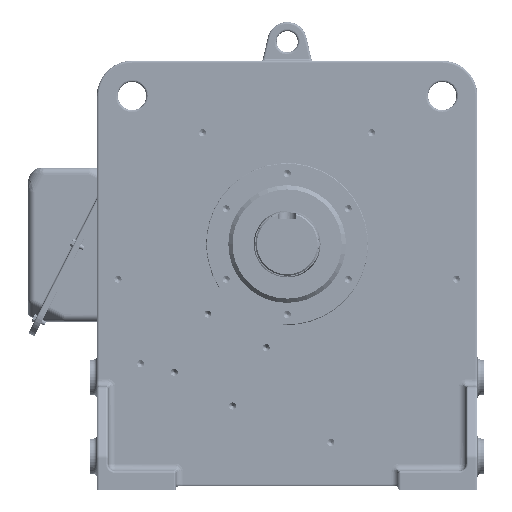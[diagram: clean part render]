
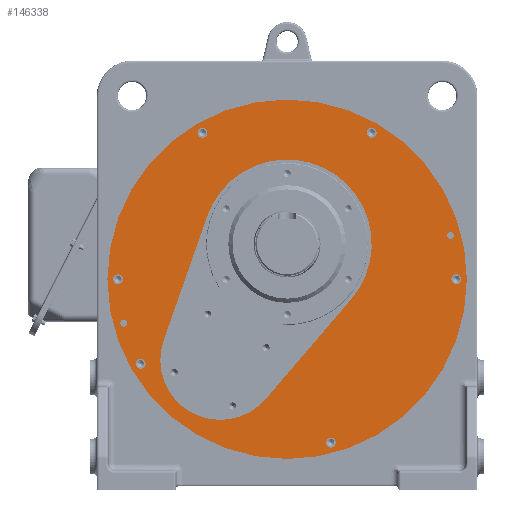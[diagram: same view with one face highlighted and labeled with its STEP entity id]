
A CAD part, front view. The second image highlights one B-rep face of the part: STEP entity #146338.
In plain terms, the highlighted face is planar.
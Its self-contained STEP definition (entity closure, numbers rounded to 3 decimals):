
#6314=CIRCLE('',#155562,255.);
#6316=CIRCLE('',#155565,7.);
#6318=CIRCLE('',#155568,7.);
#6320=CIRCLE('',#155571,7.);
#6322=CIRCLE('',#155574,7.);
#6324=CIRCLE('',#155577,7.);
#6326=CIRCLE('',#155580,7.);
#6328=CIRCLE('',#155583,5.053);
#6329=CIRCLE('',#155584,5.053);
#6330=CIRCLE('',#155585,120.);
#6331=CIRCLE('',#155586,85.);
#18386=ORIENTED_EDGE('',*,*,#62999,.F.);
#18387=ORIENTED_EDGE('',*,*,#63000,.F.);
#18388=ORIENTED_EDGE('',*,*,#62997,.T.);
#18389=ORIENTED_EDGE('',*,*,#62995,.T.);
#18390=ORIENTED_EDGE('',*,*,#62993,.T.);
#18391=ORIENTED_EDGE('',*,*,#62991,.T.);
#18392=ORIENTED_EDGE('',*,*,#62989,.T.);
#18393=ORIENTED_EDGE('',*,*,#62987,.T.);
#18394=ORIENTED_EDGE('',*,*,#63001,.T.);
#18395=ORIENTED_EDGE('',*,*,#63002,.T.);
#18396=ORIENTED_EDGE('',*,*,#63003,.T.);
#18397=ORIENTED_EDGE('',*,*,#63004,.T.);
#18398=ORIENTED_EDGE('',*,*,#62985,.F.);
#62985=EDGE_CURVE('',#85410,#85410,#6314,.T.);
#62987=EDGE_CURVE('',#85412,#85412,#6316,.T.);
#62989=EDGE_CURVE('',#85414,#85414,#6318,.T.);
#62991=EDGE_CURVE('',#85416,#85416,#6320,.T.);
#62993=EDGE_CURVE('',#85418,#85418,#6322,.T.);
#62995=EDGE_CURVE('',#85420,#85420,#6324,.T.);
#62997=EDGE_CURVE('',#85422,#85422,#6326,.T.);
#62999=EDGE_CURVE('',#85424,#85424,#6328,.T.);
#63000=EDGE_CURVE('',#85425,#85425,#6329,.T.);
#63001=EDGE_CURVE('',#85426,#85427,#99661,.T.);
#63002=EDGE_CURVE('',#85427,#85428,#6330,.T.);
#63003=EDGE_CURVE('',#85428,#85429,#99662,.T.);
#63004=EDGE_CURVE('',#85429,#85426,#6331,.T.);
#85410=VERTEX_POINT('',#216421);
#85412=VERTEX_POINT('',#216426);
#85414=VERTEX_POINT('',#216431);
#85416=VERTEX_POINT('',#216436);
#85418=VERTEX_POINT('',#216441);
#85420=VERTEX_POINT('',#216446);
#85422=VERTEX_POINT('',#216451);
#85424=VERTEX_POINT('',#216456);
#85425=VERTEX_POINT('',#216458);
#85426=VERTEX_POINT('',#216460);
#85427=VERTEX_POINT('',#216461);
#85428=VERTEX_POINT('',#216463);
#85429=VERTEX_POINT('',#216465);
#99661=LINE('',#216459,#111321);
#99662=LINE('',#216464,#111322);
#111321=VECTOR('',#172665,1000.);
#111322=VECTOR('',#172668,1000.);
#123211=EDGE_LOOP('',(#18386));
#123212=EDGE_LOOP('',(#18387));
#123213=EDGE_LOOP('',(#18388));
#123214=EDGE_LOOP('',(#18389));
#123215=EDGE_LOOP('',(#18390));
#123216=EDGE_LOOP('',(#18391));
#123217=EDGE_LOOP('',(#18392));
#123218=EDGE_LOOP('',(#18393));
#123219=EDGE_LOOP('',(#18394,#18395,#18396,#18397));
#123220=EDGE_LOOP('',(#18398));
#133373=FACE_BOUND('',#123211,.T.);
#133374=FACE_BOUND('',#123212,.T.);
#133375=FACE_BOUND('',#123213,.T.);
#133376=FACE_BOUND('',#123214,.T.);
#133377=FACE_BOUND('',#123215,.T.);
#133378=FACE_BOUND('',#123216,.T.);
#133379=FACE_BOUND('',#123217,.T.);
#133380=FACE_BOUND('',#123218,.T.);
#133381=FACE_BOUND('',#123219,.T.);
#133382=FACE_BOUND('',#123220,.T.);
#143097=PLANE('',#155582);
#146338=ADVANCED_FACE('',(#133373,#133374,#133375,#133376,#133377,#133378,
#133379,#133380,#133381,#133382),#143097,.F.);
#155562=AXIS2_PLACEMENT_3D('',#216420,#172619,#172620);
#155565=AXIS2_PLACEMENT_3D('',#216425,#172625,#172626);
#155568=AXIS2_PLACEMENT_3D('',#216430,#172631,#172632);
#155571=AXIS2_PLACEMENT_3D('',#216435,#172637,#172638);
#155574=AXIS2_PLACEMENT_3D('',#216440,#172643,#172644);
#155577=AXIS2_PLACEMENT_3D('',#216445,#172649,#172650);
#155580=AXIS2_PLACEMENT_3D('',#216450,#172655,#172656);
#155582=AXIS2_PLACEMENT_3D('',#216454,#172659,#172660);
#155583=AXIS2_PLACEMENT_3D('',#216455,#172661,#172662);
#155584=AXIS2_PLACEMENT_3D('',#216457,#172663,#172664);
#155585=AXIS2_PLACEMENT_3D('',#216462,#172666,#172667);
#155586=AXIS2_PLACEMENT_3D('',#216466,#172669,#172670);
#172619=DIRECTION('',(0.,0.,-1.));
#172620=DIRECTION('',(1.,0.,0.));
#172625=DIRECTION('',(0.,0.,-1.));
#172626=DIRECTION('',(-1.,0.,0.));
#172631=DIRECTION('',(0.,0.,-1.));
#172632=DIRECTION('',(-1.,0.,0.));
#172637=DIRECTION('',(0.,0.,-1.));
#172638=DIRECTION('',(-1.,0.,0.));
#172643=DIRECTION('',(0.,0.,-1.));
#172644=DIRECTION('',(-1.,0.,0.));
#172649=DIRECTION('',(0.,0.,-1.));
#172650=DIRECTION('',(-1.,0.,0.));
#172655=DIRECTION('',(0.,0.,-1.));
#172656=DIRECTION('',(-1.,0.,0.));
#172659=DIRECTION('',(0.,0.,-1.));
#172660=DIRECTION('',(-1.,0.,0.));
#172661=DIRECTION('',(0.,0.,1.));
#172662=DIRECTION('',(-1.,0.,0.));
#172663=DIRECTION('',(0.,0.,1.));
#172664=DIRECTION('',(-1.,0.,0.));
#172665=DIRECTION('',(-0.332,-0.943,0.));
#172666=DIRECTION('',(0.,0.,-1.));
#172667=DIRECTION('',(1.,0.,0.));
#172668=DIRECTION('',(0.651,0.759,0.));
#172669=DIRECTION('',(0.,0.,-1.));
#172670=DIRECTION('',(-1.,0.,0.));
#216420=CARTESIAN_POINT('',(0.,0.,0.));
#216421=CARTESIAN_POINT('',(255.,0.,0.));
#216425=CARTESIAN_POINT('',(240.,0.,0.));
#216426=CARTESIAN_POINT('',(233.,0.,0.));
#216430=CARTESIAN_POINT('',(-240.,0.,0.));
#216431=CARTESIAN_POINT('',(-247.,0.,0.));
#216435=CARTESIAN_POINT('',(120.,-207.846,0.));
#216436=CARTESIAN_POINT('',(113.,-207.846,0.));
#216440=CARTESIAN_POINT('',(207.846,120.,0.));
#216441=CARTESIAN_POINT('',(200.846,120.,0.));
#216445=CARTESIAN_POINT('',(-62.117,231.822,0.));
#216446=CARTESIAN_POINT('',(-69.117,231.822,0.));
#216450=CARTESIAN_POINT('',(-120.,-207.846,0.));
#216451=CARTESIAN_POINT('',(-127.,-207.846,0.));
#216454=CARTESIAN_POINT('',(0.,0.,0.));
#216455=CARTESIAN_POINT('',(231.822,62.117,0.));
#216456=CARTESIAN_POINT('',(226.769,62.117,0.));
#216457=CARTESIAN_POINT('',(-231.822,-62.117,0.));
#216458=CARTESIAN_POINT('',(-236.875,-62.117,0.));
#216459=CARTESIAN_POINT('',(113.197,-89.829,0.));
#216460=CARTESIAN_POINT('',(175.179,86.328,0.));
#216461=CARTESIAN_POINT('',(113.197,-89.829,0.));
#216462=CARTESIAN_POINT('',(0.,-50.,0.));
#216463=CARTESIAN_POINT('',(-91.092,28.117,0.));
#216464=CARTESIAN_POINT('',(-91.092,28.117,0.));
#216465=CARTESIAN_POINT('',(30.474,169.873,0.));
#216466=CARTESIAN_POINT('',(94.997,114.54,0.));
